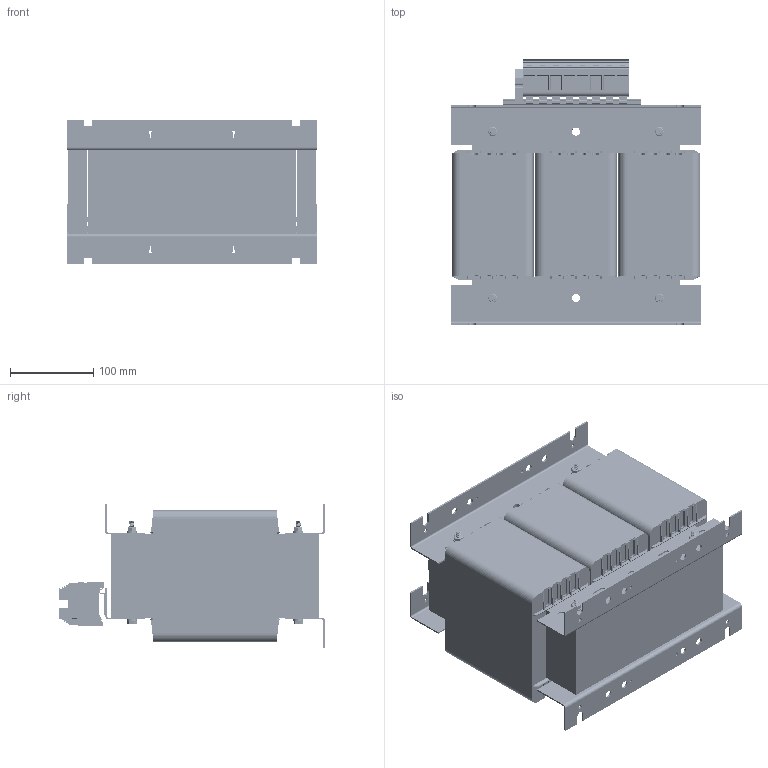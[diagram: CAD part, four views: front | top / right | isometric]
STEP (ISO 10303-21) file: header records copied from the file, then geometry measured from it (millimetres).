
FILE_DESCRIPTION(/* description */ (''),/* implementation_level */ '2;1');
FILE_NAME(/* name */ 'AUTX16.stp',/* time_stamp */ '2022-08-23T13:04:46+02:00',/* author */ ('amr'),/* organization */ (''),/* preprocessor_version */ 'ST-DEVELOPER v16.13',/* originating_system */ 'Autodesk Inventor 2018',/* authorisation */ '');
FILE_SCHEMA (('AUTOMOTIVE_DESIGN { 1 0 10303 214 3 1 1 }'));
Products named in the file (1): AUTX16
Bounding box: 300 x 319.3 x 174 mm (x, y, z)
Surface area: 845161 mm2 (no closed solid volume)
Topology: 0 solids, 48 shells, 2222 faces, 6838 edges, 4648 vertices
Faces by surface type: plane 1682, cylinder 486, torus 24, cone 22, bspline 8
Full cylindrical faces by diameter (mm): 3.5 x6, 4.917 x8, 7.3 x16, 8.6 x2, 9 x13, 10 x10, 12 x8
Entity records: 118337 total; most frequent: CARTESIAN_POINT 55674, DIRECTION 12348, ORIENTED_EDGE 11538, EDGE_CURVE 6733, LINE 5304, VECTOR 5304, VERTEX_POINT 4628, AXIS2_PLACEMENT_3D 3522
